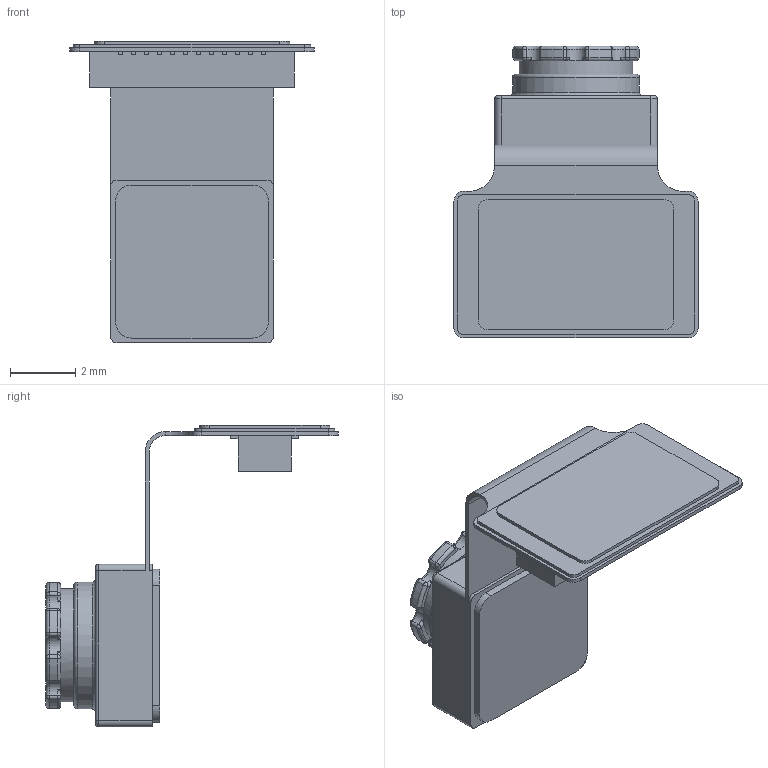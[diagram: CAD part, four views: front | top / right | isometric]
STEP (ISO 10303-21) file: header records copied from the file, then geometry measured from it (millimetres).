
FILE_DESCRIPTION(('FreeCAD Model'),'2;1');
FILE_NAME('Open CASCADE Shape Model','2024-01-15T15:05:35',('Author'),( ''),'Open CASCADE STEP processor 7.6','FreeCAD','Unknown');
FILE_SCHEMA(('AUTOMOTIVE_DESIGN { 1 0 10303 214 1 1 1 1 }'));
Length unit declared in the file: millimetre
Products named in the file (1): Cut
Bounding box: 7.5 x 8.97 x 9.27 mm (x, y, z)
Volume: 85.7 mm3; surface area: 262.3 mm2
Topology: 1 solids, 1 shells, 303 faces, 803 edges, 477 vertices
Faces by surface type: plane 156, cylinder 66, torus 43, sphere 32, bspline 5, revolution 1
Full cylindrical faces by diameter (mm): 2 x1, 2.04 x1, 3.5 x1, 3.9 x1
Entity records: 10092 total; most frequent: CARTESIAN_POINT 2074, DIRECTION 1621, ORIENTED_EDGE 1538, EDGE_CURVE 769, AXIS2_PLACEMENT_3D 578, VERTEX_POINT 477, LINE 464, VECTOR 464
